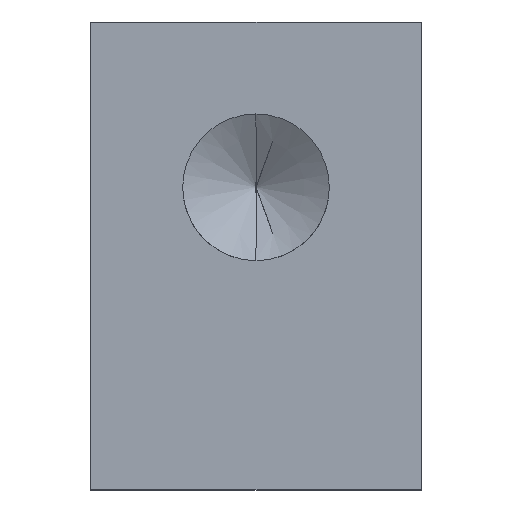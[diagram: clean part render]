
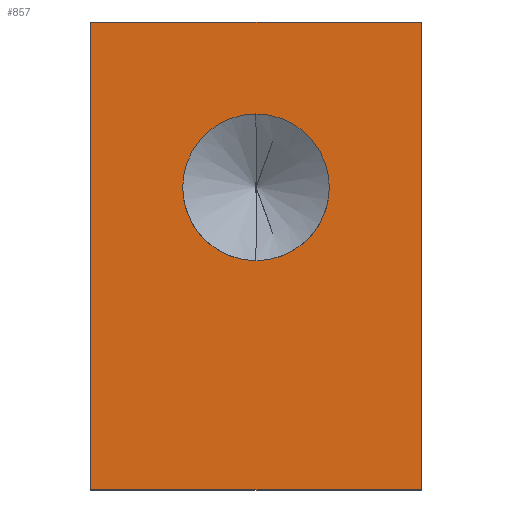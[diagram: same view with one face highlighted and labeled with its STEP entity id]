
A CAD part, left-side view. The second image highlights one B-rep face of the part: STEP entity #857.
In plain terms, the highlighted planar face has unit normal (-1, 0, 0).
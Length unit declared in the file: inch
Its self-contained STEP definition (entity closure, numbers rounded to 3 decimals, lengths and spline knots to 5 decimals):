
#16 = VERTEX_POINT ( 'NONE', #745 ) ;
#37 = DIRECTION ( 'NONE',  ( 0., 0., -1. ) ) ;
#71 = FACE_OUTER_BOUND ( 'NONE', #917, .T. ) ;
#106 = CARTESIAN_POINT ( 'NONE',  ( -0.66005, 0.12, 0.05325 ) ) ;
#118 = LINE ( 'NONE', #503, #930 ) ;
#166 = ORIENTED_EDGE ( 'NONE', *, *, #802, .F. ) ;
#181 = LINE ( 'NONE', #224, #766 ) ;
#186 = AXIS2_PLACEMENT_3D ( 'NONE', #187, #719, #261 ) ;
#187 = CARTESIAN_POINT ( 'NONE',  ( -0.66005, 0.12, 0. ) ) ;
#204 = LINE ( 'NONE', #758, #619 ) ;
#222 = CARTESIAN_POINT ( 'NONE',  ( -0.66005, 0.24, 0.12 ) ) ;
#224 = CARTESIAN_POINT ( 'NONE',  ( -0.66005, 0.24, -0.2197 ) ) ;
#261 = DIRECTION ( 'NONE',  ( 0., 0., 1. ) ) ;
#296 = DIRECTION ( 'NONE',  ( 0., 0., -1. ) ) ;
#331 = ORIENTED_EDGE ( 'NONE', *, *, #432, .F. ) ;
#334 = AXIS2_PLACEMENT_3D ( 'NONE', #468, #991, #535 ) ;
#369 = ORIENTED_EDGE ( 'NONE', *, *, #502, .F. ) ;
#398 = VERTEX_POINT ( 'NONE', #603 ) ;
#432 = EDGE_CURVE ( 'NONE', #878, #398, #833, .T. ) ;
#434 = DIRECTION ( 'NONE',  ( 0., 0., 1. ) ) ;
#468 = CARTESIAN_POINT ( 'NONE',  ( -0.66005, 0.12, 0. ) ) ;
#502 = EDGE_CURVE ( 'NONE', #738, #16, #819, .T. ) ;
#503 = CARTESIAN_POINT ( 'NONE',  ( -0.66005, 0., 0. ) ) ;
#509 = CARTESIAN_POINT ( 'NONE',  ( -0.66005, 0.24, 0.12 ) ) ;
#535 = DIRECTION ( 'NONE',  ( 0., 0., 1. ) ) ;
#560 = CARTESIAN_POINT ( 'NONE',  ( -0.66005, 0., -0.2197 ) ) ;
#592 = VERTEX_POINT ( 'NONE', #560 ) ;
#603 = CARTESIAN_POINT ( 'NONE',  ( -0.66005, 0., 0.12 ) ) ;
#619 = VECTOR ( 'NONE', #296, 39.37008 ) ;
#642 = CARTESIAN_POINT ( 'NONE',  ( -0.66005, 0.24, -0.2197 ) ) ;
#685 = FACE_BOUND ( 'NONE', #957, .T. ) ;
#686 = DIRECTION ( 'NONE',  ( 0., -1., 0. ) ) ;
#700 = VECTOR ( 'NONE', #756, 39.37008 ) ;
#718 = VERTEX_POINT ( 'NONE', #642 ) ;
#719 = DIRECTION ( 'NONE',  ( -1., 0., 0. ) ) ;
#735 = EDGE_CURVE ( 'NONE', #16, #738, #777, .T. ) ;
#738 = VERTEX_POINT ( 'NONE', #106 ) ;
#745 = CARTESIAN_POINT ( 'NONE',  ( -0.66005, 0.12, -0.05325 ) ) ;
#746 = AXIS2_PLACEMENT_3D ( 'NONE', #879, #885, #434 ) ;
#754 = ORIENTED_EDGE ( 'NONE', *, *, #978, .T. ) ;
#756 = DIRECTION ( 'NONE',  ( 0., -1., 0. ) ) ;
#758 = CARTESIAN_POINT ( 'NONE',  ( -0.66005, 0.24, 0. ) ) ;
#766 = VECTOR ( 'NONE', #686, 39.37008 ) ;
#777 = CIRCLE ( 'NONE', #186, 0.05325 ) ;
#802 = EDGE_CURVE ( 'NONE', #398, #592, #118, .T. ) ;
#805 = PLANE ( 'NONE',  #746 ) ;
#819 = CIRCLE ( 'NONE', #334, 0.05325 ) ;
#826 = ORIENTED_EDGE ( 'NONE', *, *, #938, .T. ) ;
#833 = LINE ( 'NONE', #222, #700 ) ;
#857 = ADVANCED_FACE ( 'NONE', ( #685, #71 ), #805, .T. ) ;
#878 = VERTEX_POINT ( 'NONE', #509 ) ;
#879 = CARTESIAN_POINT ( 'NONE',  ( -0.66005, 0.24, 0. ) ) ;
#885 = DIRECTION ( 'NONE',  ( -1., 0., 0. ) ) ;
#906 = ORIENTED_EDGE ( 'NONE', *, *, #735, .F. ) ;
#917 = EDGE_LOOP ( 'NONE', ( #166, #331, #826, #754 ) ) ;
#930 = VECTOR ( 'NONE', #37, 39.37008 ) ;
#938 = EDGE_CURVE ( 'NONE', #878, #718, #204, .T. ) ;
#957 = EDGE_LOOP ( 'NONE', ( #369, #906 ) ) ;
#978 = EDGE_CURVE ( 'NONE', #718, #592, #181, .T. ) ;
#991 = DIRECTION ( 'NONE',  ( -1., 0., 0. ) ) ;
